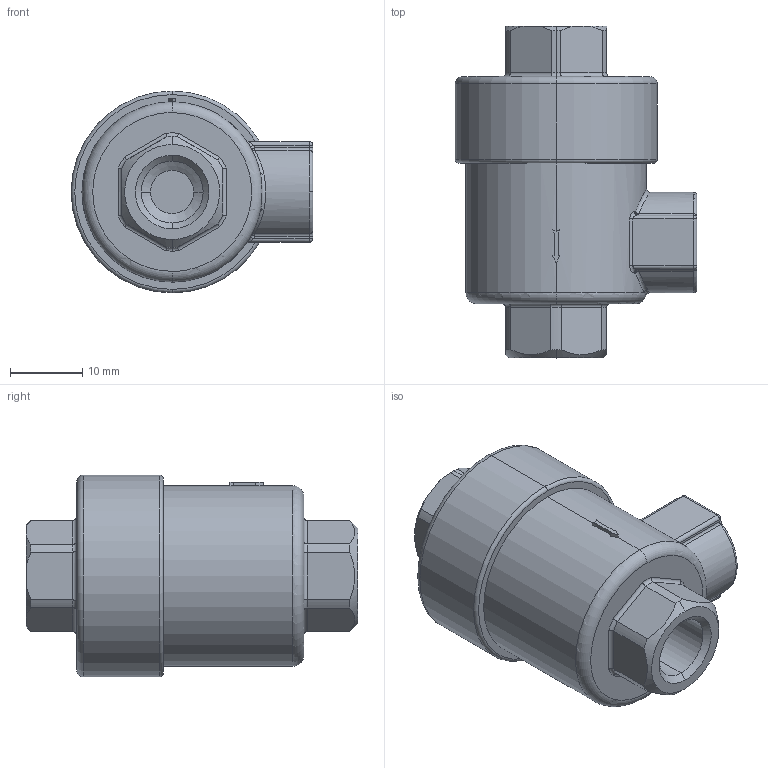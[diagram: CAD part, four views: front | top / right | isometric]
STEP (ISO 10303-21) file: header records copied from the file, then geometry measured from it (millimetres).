
FILE_DESCRIPTION (( 'STEP AP203' ), '1' );
FILE_NAME ('04170001.STEP', '2010-09-23T09:25:52', ( '' ), ( 'sopra-pneumatic' ), 'SwSTEP 2.0', 'SolidWorks 2009', '' );
FILE_SCHEMA (( 'CONFIG_CONTROL_DESIGN' ));
Length unit declared in the file: millimetre
Products named in the file (1): 04170001
Bounding box: 33.5 x 46 x 28 mm (x, y, z)
Volume: 18772.6 mm3; surface area: 5479.6 mm2
Topology: 1 solids, 1 shells, 167 faces, 427 edges, 264 vertices
Faces by surface type: cylinder 60, plane 37, torus 31, cone 22, bspline 9, sphere 8
Entity records: 6340 total; most frequent: CARTESIAN_POINT 2486, ORIENTED_EDGE 838, DIRECTION 727, EDGE_CURVE 419, AXIS2_PLACEMENT_3D 296, VERTEX_POINT 260, EDGE_LOOP 173, ADVANCED_FACE 167
